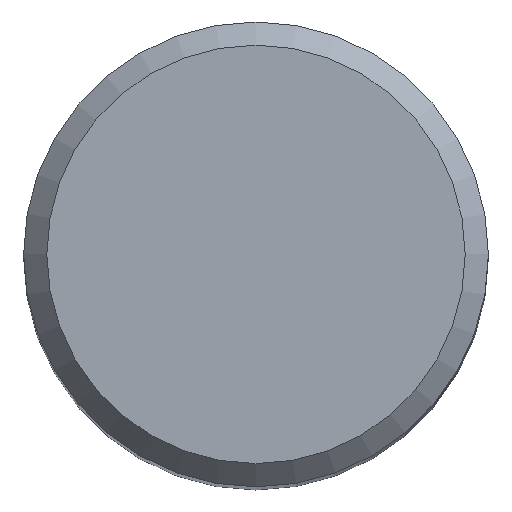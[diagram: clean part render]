
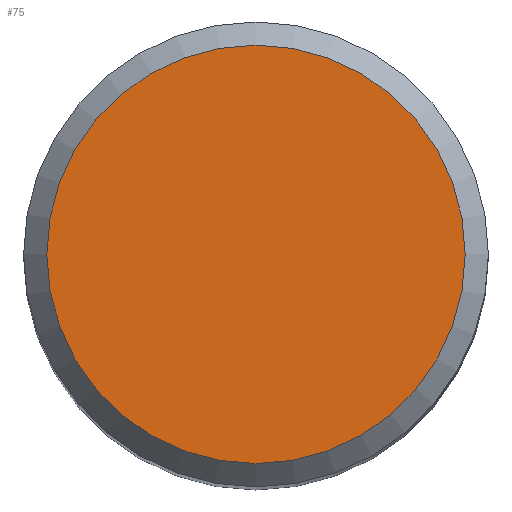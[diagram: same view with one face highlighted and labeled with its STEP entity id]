
A CAD part, top view. The second image highlights one B-rep face of the part: STEP entity #75.
In plain terms, the highlighted planar face has unit normal (0, 0, 1).
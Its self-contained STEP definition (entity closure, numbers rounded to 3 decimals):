
#24 = AXIS2_PLACEMENT_3D ( 'NONE', #242, #205, #181 ) ;
#30 = DIRECTION ( 'NONE',  ( 0., 1., 0. ) ) ;
#59 = CARTESIAN_POINT ( 'NONE',  ( 0., 4.5, 75. ) ) ;
#75 = ADVANCED_FACE ( 'NONE', ( #96 ), #241, .F. ) ;
#80 = DIRECTION ( 'NONE',  ( 0., 0., -1. ) ) ;
#93 = EDGE_LOOP ( 'NONE', ( #142 ) ) ;
#96 = FACE_OUTER_BOUND ( 'NONE', #93, .T. ) ;
#111 = CIRCLE ( 'NONE', #24, 4.5 ) ;
#142 = ORIENTED_EDGE ( 'NONE', *, *, #230, .F. ) ;
#181 = DIRECTION ( 'NONE',  ( 0., 1., 0. ) ) ;
#202 = VERTEX_POINT ( 'NONE', #59 ) ;
#205 = DIRECTION ( 'NONE',  ( 0., 0., -1. ) ) ;
#217 = AXIS2_PLACEMENT_3D ( 'NONE', #243, #80, #30 ) ;
#230 = EDGE_CURVE ( 'NONE', #202, #202, #111, .T. ) ;
#241 = PLANE ( 'NONE',  #217 ) ;
#242 = CARTESIAN_POINT ( 'NONE',  ( 0., 0., 75. ) ) ;
#243 = CARTESIAN_POINT ( 'NONE',  ( 0., 0., 75. ) ) ;
